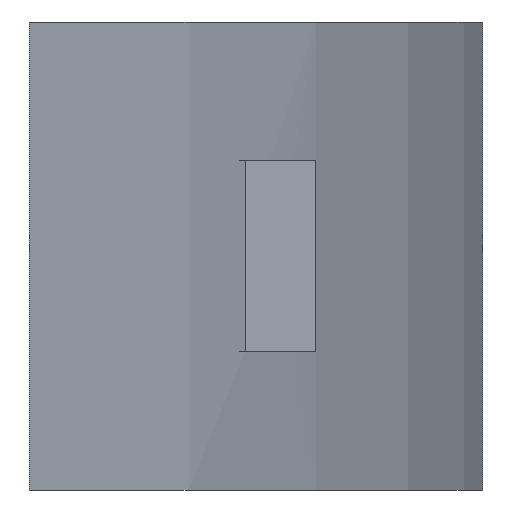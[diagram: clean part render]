
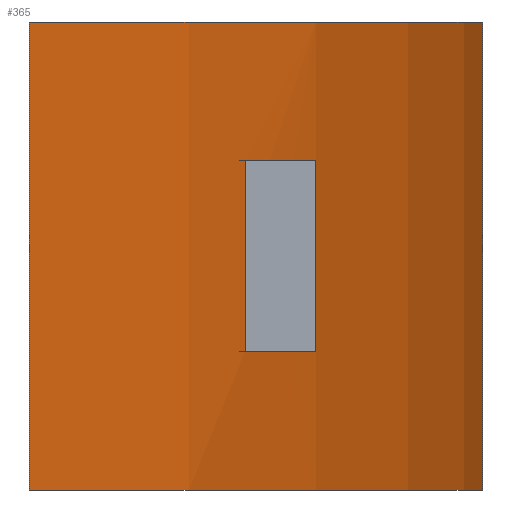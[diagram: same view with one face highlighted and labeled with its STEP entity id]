
A CAD part, left-side view. The second image highlights one B-rep face of the part: STEP entity #365.
In plain terms, the highlighted cylindrical face has radius 50 mm (diameter 100 mm), a partial arc.
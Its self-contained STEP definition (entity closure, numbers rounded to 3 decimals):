
#15=CYLINDRICAL_SURFACE('',#409,50.);
#19=FACE_BOUND('',#67,.T.);
#20=FACE_BOUND('',#68,.T.);
#21=CIRCLE('',#393,50.);
#22=CIRCLE('',#397,50.);
#23=CIRCLE('',#400,50.);
#24=CIRCLE('',#404,50.);
#25=CIRCLE('',#407,50.);
#26=CIRCLE('',#410,50.);
#44=FACE_OUTER_BOUND('',#66,.T.);
#66=EDGE_LOOP('',(#316,#317,#318,#319));
#67=EDGE_LOOP('',(#320,#321,#322,#323));
#68=EDGE_LOOP('',(#324,#325,#326,#327));
#86=LINE('',#545,#128);
#93=LINE('',#560,#135);
#99=LINE('',#575,#141);
#106=LINE('',#590,#148);
#109=LINE('',#599,#151);
#111=LINE('',#602,#153);
#128=VECTOR('',#446,10.);
#135=VECTOR('',#461,10.);
#141=VECTOR('',#473,10.);
#148=VECTOR('',#488,10.);
#151=VECTOR('',#497,10.);
#153=VECTOR('',#499,10.);
#162=VERTEX_POINT('',#533);
#163=VERTEX_POINT('',#534);
#167=VERTEX_POINT('',#544);
#170=VERTEX_POINT('',#554);
#172=VERTEX_POINT('',#563);
#173=VERTEX_POINT('',#564);
#177=VERTEX_POINT('',#574);
#180=VERTEX_POINT('',#584);
#182=VERTEX_POINT('',#593);
#183=VERTEX_POINT('',#594);
#184=VERTEX_POINT('',#598);
#185=VERTEX_POINT('',#600);
#198=EDGE_CURVE('',#162,#163,#21,.T.);
#203=EDGE_CURVE('',#163,#167,#86,.T.);
#208=EDGE_CURVE('',#167,#170,#22,.T.);
#211=EDGE_CURVE('',#170,#162,#93,.T.);
#213=EDGE_CURVE('',#172,#173,#23,.T.);
#218=EDGE_CURVE('',#173,#177,#99,.T.);
#223=EDGE_CURVE('',#177,#180,#24,.T.);
#226=EDGE_CURVE('',#180,#172,#106,.T.);
#228=EDGE_CURVE('',#182,#183,#25,.T.);
#230=EDGE_CURVE('',#184,#183,#109,.T.);
#232=EDGE_CURVE('',#182,#185,#111,.T.);
#233=EDGE_CURVE('',#184,#185,#26,.T.);
#316=ORIENTED_EDGE('',*,*,#232,.T.);
#317=ORIENTED_EDGE('',*,*,#233,.F.);
#318=ORIENTED_EDGE('',*,*,#230,.T.);
#319=ORIENTED_EDGE('',*,*,#228,.F.);
#320=ORIENTED_EDGE('',*,*,#208,.T.);
#321=ORIENTED_EDGE('',*,*,#211,.T.);
#322=ORIENTED_EDGE('',*,*,#198,.T.);
#323=ORIENTED_EDGE('',*,*,#203,.T.);
#324=ORIENTED_EDGE('',*,*,#223,.T.);
#325=ORIENTED_EDGE('',*,*,#226,.T.);
#326=ORIENTED_EDGE('',*,*,#213,.T.);
#327=ORIENTED_EDGE('',*,*,#218,.T.);
#365=ADVANCED_FACE('',(#44,#19,#20),#15,.T.);
#393=AXIS2_PLACEMENT_3D('',#535,#438,#439);
#397=AXIS2_PLACEMENT_3D('',#555,#455,#456);
#400=AXIS2_PLACEMENT_3D('',#565,#465,#466);
#404=AXIS2_PLACEMENT_3D('',#585,#482,#483);
#407=AXIS2_PLACEMENT_3D('',#595,#492,#493);
#409=AXIS2_PLACEMENT_3D('',#603,#500,#501);
#410=AXIS2_PLACEMENT_3D('',#604,#502,#503);
#438=DIRECTION('center_axis',(0.,0.,-1.));
#439=DIRECTION('ref_axis',(-0.586,-0.81,0.));
#446=DIRECTION('',(0.,0.,1.));
#455=DIRECTION('center_axis',(0.,0.,1.));
#456=DIRECTION('ref_axis',(-0.586,-0.81,0.));
#461=DIRECTION('',(0.,0.,-1.));
#465=DIRECTION('center_axis',(0.,0.,1.));
#466=DIRECTION('ref_axis',(-0.586,-0.81,0.));
#473=DIRECTION('',(0.,0.,-1.));
#482=DIRECTION('center_axis',(0.,0.,-1.));
#483=DIRECTION('ref_axis',(-0.586,-0.81,0.));
#488=DIRECTION('',(0.,0.,1.));
#492=DIRECTION('center_axis',(0.,0.,-1.));
#493=DIRECTION('ref_axis',(-0.586,-0.81,0.));
#497=DIRECTION('',(0.,0.,-1.));
#499=DIRECTION('',(0.,0.,1.));
#500=DIRECTION('center_axis',(0.,0.,1.));
#501=DIRECTION('ref_axis',(-0.586,-0.81,0.));
#502=DIRECTION('center_axis',(0.,0.,1.));
#503=DIRECTION('ref_axis',(-0.586,-0.81,0.));
#533=CARTESIAN_POINT('',(21.75,-45.022,-2.));
#534=CARTESIAN_POINT('',(18.378,-46.5,-2.));
#535=CARTESIAN_POINT('Origin',(0.,0.,-2.));
#544=CARTESIAN_POINT('',(18.378,-46.5,2.));
#545=CARTESIAN_POINT('',(18.378,-46.5,0.));
#554=CARTESIAN_POINT('',(21.75,-45.022,2.));
#555=CARTESIAN_POINT('Origin',(0.,0.,2.));
#560=CARTESIAN_POINT('',(21.75,-45.022,0.));
#563=CARTESIAN_POINT('',(-21.75,-45.022,2.));
#564=CARTESIAN_POINT('',(-18.378,-46.5,2.));
#565=CARTESIAN_POINT('Origin',(0.,0.,2.));
#574=CARTESIAN_POINT('',(-18.378,-46.5,-2.));
#575=CARTESIAN_POINT('',(-18.378,-46.5,0.));
#584=CARTESIAN_POINT('',(-21.75,-45.022,-2.));
#585=CARTESIAN_POINT('Origin',(0.,0.,-2.));
#590=CARTESIAN_POINT('',(-21.75,-45.022,0.));
#593=CARTESIAN_POINT('',(29.321,-40.5,-4.9));
#594=CARTESIAN_POINT('',(-29.321,-40.5,-4.9));
#595=CARTESIAN_POINT('Origin',(0.,0.,-4.9));
#598=CARTESIAN_POINT('',(-29.321,-40.5,4.9));
#599=CARTESIAN_POINT('',(-29.321,-40.5,0.));
#600=CARTESIAN_POINT('',(29.321,-40.5,4.9));
#602=CARTESIAN_POINT('',(29.321,-40.5,0.));
#603=CARTESIAN_POINT('Origin',(0.,0.,0.));
#604=CARTESIAN_POINT('Origin',(0.,0.,4.9));
